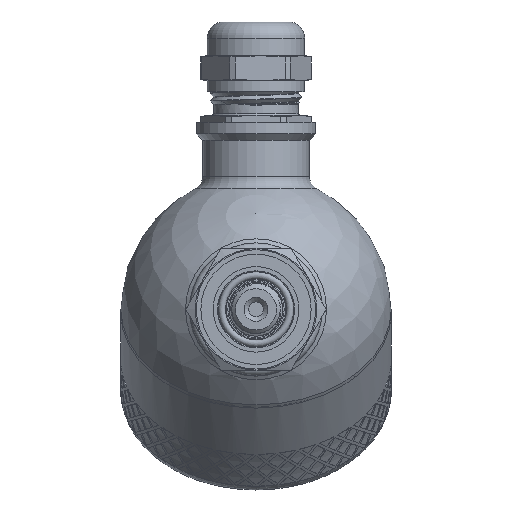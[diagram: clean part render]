
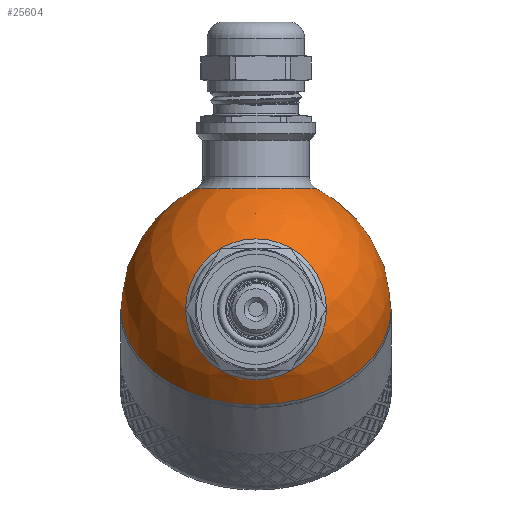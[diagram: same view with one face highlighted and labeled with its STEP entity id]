
A CAD part, left-side view. The second image highlights one B-rep face of the part: STEP entity #25604.
In plain terms, the highlighted spherical face has radius 30 mm.
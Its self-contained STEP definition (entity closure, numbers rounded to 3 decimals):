
#136=SPHERICAL_SURFACE('',#27225,30.);
#1273=FACE_BOUND('',#4088,.T.);
#1274=FACE_BOUND('',#4089,.T.);
#2410=FACE_OUTER_BOUND('',#4087,.T.);
#4087=EDGE_LOOP('',(#18904,#18905,#18906,#18907));
#4088=EDGE_LOOP('',(#18908));
#4089=EDGE_LOOP('',(#18909));
#5616=CIRCLE('',#27148,30.);
#5617=CIRCLE('',#27149,30.);
#5644=CIRCLE('',#27221,13.5);
#5647=CIRCLE('',#27226,30.);
#5648=CIRCLE('',#27227,15.643);
#10223=VERTEX_POINT('',#34656);
#10224=VERTEX_POINT('',#34658);
#10751=VERTEX_POINT('',#41422);
#10753=VERTEX_POINT('',#41429);
#10754=VERTEX_POINT('',#41431);
#12994=EDGE_CURVE('',#10223,#10224,#5616,.T.);
#12995=EDGE_CURVE('',#10224,#10223,#5617,.T.);
#13788=EDGE_CURVE('',#10751,#10751,#5644,.T.);
#13791=EDGE_CURVE('',#10224,#10753,#5647,.T.);
#13792=EDGE_CURVE('',#10754,#10754,#5648,.T.);
#18904=ORIENTED_EDGE('',*,*,#12995,.F.);
#18905=ORIENTED_EDGE('',*,*,#13791,.T.);
#18906=ORIENTED_EDGE('',*,*,#13791,.F.);
#18907=ORIENTED_EDGE('',*,*,#12994,.F.);
#18908=ORIENTED_EDGE('',*,*,#13792,.F.);
#18909=ORIENTED_EDGE('',*,*,#13788,.F.);
#25604=ADVANCED_FACE('',(#2410,#1273,#1274),#136,.T.);
#27148=AXIS2_PLACEMENT_3D('',#34659,#28638,#28639);
#27149=AXIS2_PLACEMENT_3D('',#34660,#28640,#28641);
#27221=AXIS2_PLACEMENT_3D('',#41423,#29062,#29063);
#27225=AXIS2_PLACEMENT_3D('',#41428,#29070,#29071);
#27226=AXIS2_PLACEMENT_3D('',#41430,#29072,#29073);
#27227=AXIS2_PLACEMENT_3D('',#41432,#29074,#29075);
#28638=DIRECTION('center_axis',(1.,0.,0.));
#28639=DIRECTION('ref_axis',(0.,1.,0.));
#28640=DIRECTION('center_axis',(1.,0.,0.));
#28641=DIRECTION('ref_axis',(0.,1.,0.));
#29062=DIRECTION('center_axis',(-0.707,0.,-0.707));
#29063=DIRECTION('ref_axis',(-0.707,0.,0.707));
#29070=DIRECTION('center_axis',(1.,0.,0.));
#29071=DIRECTION('ref_axis',(0.,-1.,0.));
#29072=DIRECTION('center_axis',(0.,0.,1.));
#29073=DIRECTION('ref_axis',(0.,1.,0.));
#29074=DIRECTION('center_axis',(-0.707,0.,0.707));
#29075=DIRECTION('ref_axis',(0.707,0.,0.707));
#34656=CARTESIAN_POINT('',(0.,-30.,0.));
#34658=CARTESIAN_POINT('',(0.,30.,0.));
#34659=CARTESIAN_POINT('Origin',(0.,0.,0.));
#34660=CARTESIAN_POINT('Origin',(0.,0.,0.));
#41422=CARTESIAN_POINT('',(-9.398,0.,-28.49));
#41423=CARTESIAN_POINT('Origin',(-18.944,0.,-18.944));
#41428=CARTESIAN_POINT('Origin',(0.,0.,0.));
#41429=CARTESIAN_POINT('',(-30.,0.,0.));
#41430=CARTESIAN_POINT('Origin',(0.,0.,0.));
#41431=CARTESIAN_POINT('',(-29.162,0.,7.04));
#41432=CARTESIAN_POINT('Origin',(-18.101,0.,18.101));
